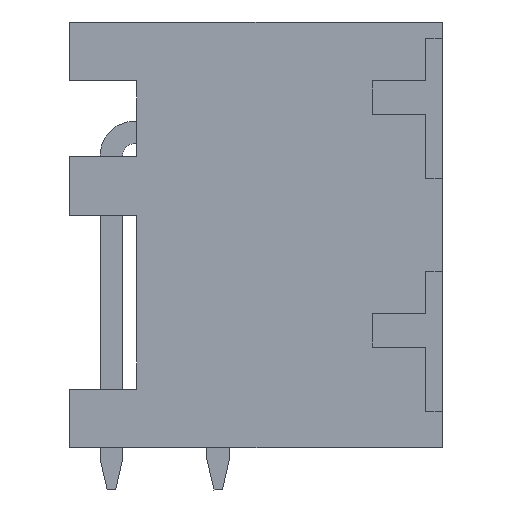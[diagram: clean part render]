
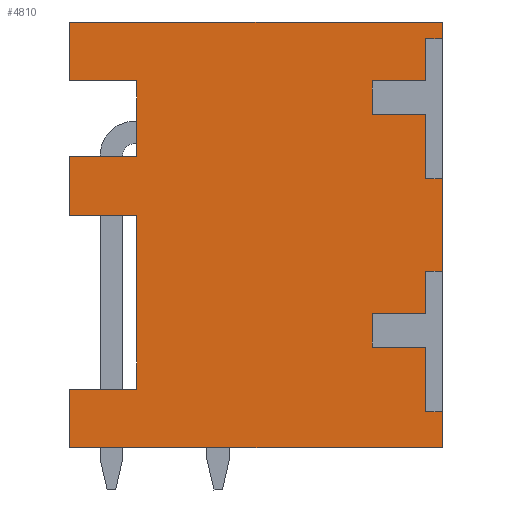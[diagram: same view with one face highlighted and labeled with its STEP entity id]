
A CAD part, left-side view. The second image highlights one B-rep face of the part: STEP entity #4810.
In plain terms, the highlighted planar face has unit normal (-1, 0, 0).
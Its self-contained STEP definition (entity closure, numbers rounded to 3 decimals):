
#4684=AXIS2_PLACEMENT_3D('Plane Axis2P3D',#4681,#4682,#4683) ;
#168=CARTESIAN_POINT('Vertex',(0.3,0.,16.7)) ;
#171=CARTESIAN_POINT('Line Origine',(0.3,0.,16.4)) ;
#175=CARTESIAN_POINT('Vertex',(0.3,0.,16.1)) ;
#196=CARTESIAN_POINT('Vertex',(0.3,0.,11.1)) ;
#199=CARTESIAN_POINT('Line Origine',(0.3,0.,9.45)) ;
#203=CARTESIAN_POINT('Vertex',(0.3,0.,7.8)) ;
#224=CARTESIAN_POINT('Vertex',(0.3,0.,2.8)) ;
#227=CARTESIAN_POINT('Line Origine',(0.3,0.,2.15)) ;
#231=CARTESIAN_POINT('Vertex',(0.3,0.,1.5)) ;
#2112=CARTESIAN_POINT('Vertex',(0.3,13.3,16.7)) ;
#2115=CARTESIAN_POINT('Line Origine',(0.3,6.65,16.7)) ;
#2189=CARTESIAN_POINT('Vertex',(0.3,13.3,14.6)) ;
#2194=CARTESIAN_POINT('Line Origine',(0.3,13.3,15.65)) ;
#2510=CARTESIAN_POINT('Vertex',(0.3,10.9,14.6)) ;
#2515=CARTESIAN_POINT('Line Origine',(0.3,12.1,14.6)) ;
#2671=CARTESIAN_POINT('Vertex',(0.3,10.9,11.9)) ;
#2676=CARTESIAN_POINT('Line Origine',(0.3,10.9,13.25)) ;
#2832=CARTESIAN_POINT('Vertex',(0.3,13.3,11.9)) ;
#2837=CARTESIAN_POINT('Line Origine',(0.3,12.1,11.9)) ;
#2988=CARTESIAN_POINT('Vertex',(0.3,13.3,9.8)) ;
#2993=CARTESIAN_POINT('Line Origine',(0.3,13.3,10.85)) ;
#3469=CARTESIAN_POINT('Vertex',(0.3,10.9,9.8)) ;
#3474=CARTESIAN_POINT('Line Origine',(0.3,12.1,9.8)) ;
#3625=CARTESIAN_POINT('Vertex',(0.3,10.9,3.6)) ;
#3630=CARTESIAN_POINT('Line Origine',(0.3,10.9,6.7)) ;
#3786=CARTESIAN_POINT('Vertex',(0.3,13.3,3.6)) ;
#3791=CARTESIAN_POINT('Line Origine',(0.3,12.1,3.6)) ;
#3942=CARTESIAN_POINT('Vertex',(0.3,13.3,1.5)) ;
#3947=CARTESIAN_POINT('Line Origine',(0.3,13.3,2.55)) ;
#4419=CARTESIAN_POINT('Line Origine',(0.3,6.65,1.5)) ;
#4681=CARTESIAN_POINT('Axis2P3D Location',(0.3,0.,0.)) ;
#4686=CARTESIAN_POINT('Line Origine',(0.3,0.3,11.1)) ;
#4690=CARTESIAN_POINT('Vertex',(0.3,0.6,11.1)) ;
#4693=CARTESIAN_POINT('Line Origine',(0.3,0.6,12.25)) ;
#4697=CARTESIAN_POINT('Vertex',(0.3,0.6,13.4)) ;
#4700=CARTESIAN_POINT('Line Origine',(0.3,1.55,13.4)) ;
#4704=CARTESIAN_POINT('Vertex',(0.3,2.5,13.4)) ;
#4707=CARTESIAN_POINT('Line Origine',(0.3,2.5,14.)) ;
#4711=CARTESIAN_POINT('Vertex',(0.3,2.5,14.6)) ;
#4714=CARTESIAN_POINT('Line Origine',(0.3,1.55,14.6)) ;
#4718=CARTESIAN_POINT('Vertex',(0.3,0.6,14.6)) ;
#4721=CARTESIAN_POINT('Line Origine',(0.3,0.6,15.35)) ;
#4725=CARTESIAN_POINT('Vertex',(0.3,0.6,16.1)) ;
#4728=CARTESIAN_POINT('Line Origine',(0.3,0.3,16.1)) ;
#4733=CARTESIAN_POINT('Line Origine',(0.3,0.3,2.8)) ;
#4737=CARTESIAN_POINT('Vertex',(0.3,0.6,2.8)) ;
#4740=CARTESIAN_POINT('Line Origine',(0.3,0.6,3.95)) ;
#4744=CARTESIAN_POINT('Vertex',(0.3,0.6,5.1)) ;
#4747=CARTESIAN_POINT('Line Origine',(0.3,1.55,5.1)) ;
#4751=CARTESIAN_POINT('Vertex',(0.3,2.5,5.1)) ;
#4754=CARTESIAN_POINT('Line Origine',(0.3,2.5,5.7)) ;
#4758=CARTESIAN_POINT('Vertex',(0.3,2.5,6.3)) ;
#4761=CARTESIAN_POINT('Line Origine',(0.3,1.55,6.3)) ;
#4765=CARTESIAN_POINT('Vertex',(0.3,0.6,6.3)) ;
#4768=CARTESIAN_POINT('Line Origine',(0.3,0.6,7.05)) ;
#4772=CARTESIAN_POINT('Vertex',(0.3,0.6,7.8)) ;
#4775=CARTESIAN_POINT('Line Origine',(0.3,0.3,7.8)) ;
#172=DIRECTION('Vector Direction',(0.,0.,-1.)) ;
#200=DIRECTION('Vector Direction',(0.,0.,-1.)) ;
#228=DIRECTION('Vector Direction',(0.,0.,-1.)) ;
#2116=DIRECTION('Vector Direction',(0.,-1.,0.)) ;
#2195=DIRECTION('Vector Direction',(0.,0.,1.)) ;
#2516=DIRECTION('Vector Direction',(0.,1.,0.)) ;
#2677=DIRECTION('Vector Direction',(0.,0.,1.)) ;
#2838=DIRECTION('Vector Direction',(0.,-1.,0.)) ;
#2994=DIRECTION('Vector Direction',(0.,0.,1.)) ;
#3475=DIRECTION('Vector Direction',(0.,1.,0.)) ;
#3631=DIRECTION('Vector Direction',(0.,0.,1.)) ;
#3792=DIRECTION('Vector Direction',(0.,-1.,0.)) ;
#3948=DIRECTION('Vector Direction',(0.,0.,1.)) ;
#4420=DIRECTION('Vector Direction',(0.,1.,0.)) ;
#4682=DIRECTION('Axis2P3D Direction',(-1.,0.,0.)) ;
#4683=DIRECTION('Axis2P3D XDirection',(0.,-1.,0.)) ;
#4687=DIRECTION('Vector Direction',(0.,1.,0.)) ;
#4694=DIRECTION('Vector Direction',(0.,0.,1.)) ;
#4701=DIRECTION('Vector Direction',(0.,1.,0.)) ;
#4708=DIRECTION('Vector Direction',(0.,0.,1.)) ;
#4715=DIRECTION('Vector Direction',(0.,-1.,0.)) ;
#4722=DIRECTION('Vector Direction',(0.,0.,1.)) ;
#4729=DIRECTION('Vector Direction',(0.,-1.,0.)) ;
#4734=DIRECTION('Vector Direction',(0.,1.,0.)) ;
#4741=DIRECTION('Vector Direction',(0.,0.,1.)) ;
#4748=DIRECTION('Vector Direction',(0.,1.,0.)) ;
#4755=DIRECTION('Vector Direction',(0.,0.,1.)) ;
#4762=DIRECTION('Vector Direction',(0.,-1.,0.)) ;
#4769=DIRECTION('Vector Direction',(0.,0.,1.)) ;
#4776=DIRECTION('Vector Direction',(0.,-1.,0.)) ;
#173=VECTOR('Line Direction',#172,1.) ;
#201=VECTOR('Line Direction',#200,1.) ;
#229=VECTOR('Line Direction',#228,1.) ;
#2117=VECTOR('Line Direction',#2116,1.) ;
#2196=VECTOR('Line Direction',#2195,1.) ;
#2517=VECTOR('Line Direction',#2516,1.) ;
#2678=VECTOR('Line Direction',#2677,1.) ;
#2839=VECTOR('Line Direction',#2838,1.) ;
#2995=VECTOR('Line Direction',#2994,1.) ;
#3476=VECTOR('Line Direction',#3475,1.) ;
#3632=VECTOR('Line Direction',#3631,1.) ;
#3793=VECTOR('Line Direction',#3792,1.) ;
#3949=VECTOR('Line Direction',#3948,1.) ;
#4421=VECTOR('Line Direction',#4420,1.) ;
#4688=VECTOR('Line Direction',#4687,1.) ;
#4695=VECTOR('Line Direction',#4694,1.) ;
#4702=VECTOR('Line Direction',#4701,1.) ;
#4709=VECTOR('Line Direction',#4708,1.) ;
#4716=VECTOR('Line Direction',#4715,1.) ;
#4723=VECTOR('Line Direction',#4722,1.) ;
#4730=VECTOR('Line Direction',#4729,1.) ;
#4735=VECTOR('Line Direction',#4734,1.) ;
#4742=VECTOR('Line Direction',#4741,1.) ;
#4749=VECTOR('Line Direction',#4748,1.) ;
#4756=VECTOR('Line Direction',#4755,1.) ;
#4763=VECTOR('Line Direction',#4762,1.) ;
#4770=VECTOR('Line Direction',#4769,1.) ;
#4777=VECTOR('Line Direction',#4776,1.) ;
#4781=ORIENTED_EDGE('',*,*,#205,.T.) ;
#4782=ORIENTED_EDGE('',*,*,#4692,.F.) ;
#4783=ORIENTED_EDGE('',*,*,#4699,.F.) ;
#4784=ORIENTED_EDGE('',*,*,#4706,.F.) ;
#4785=ORIENTED_EDGE('',*,*,#4713,.F.) ;
#4786=ORIENTED_EDGE('',*,*,#4720,.F.) ;
#4787=ORIENTED_EDGE('',*,*,#4727,.F.) ;
#4788=ORIENTED_EDGE('',*,*,#4732,.F.) ;
#4789=ORIENTED_EDGE('',*,*,#177,.T.) ;
#4790=ORIENTED_EDGE('',*,*,#2119,.T.) ;
#4791=ORIENTED_EDGE('',*,*,#2198,.T.) ;
#4792=ORIENTED_EDGE('',*,*,#2519,.T.) ;
#4793=ORIENTED_EDGE('',*,*,#2680,.T.) ;
#4794=ORIENTED_EDGE('',*,*,#2841,.T.) ;
#4795=ORIENTED_EDGE('',*,*,#2997,.T.) ;
#4796=ORIENTED_EDGE('',*,*,#3478,.T.) ;
#4797=ORIENTED_EDGE('',*,*,#3634,.T.) ;
#4798=ORIENTED_EDGE('',*,*,#3795,.T.) ;
#4799=ORIENTED_EDGE('',*,*,#3951,.T.) ;
#4800=ORIENTED_EDGE('',*,*,#4423,.T.) ;
#4801=ORIENTED_EDGE('',*,*,#233,.T.) ;
#4802=ORIENTED_EDGE('',*,*,#4739,.F.) ;
#4803=ORIENTED_EDGE('',*,*,#4746,.F.) ;
#4804=ORIENTED_EDGE('',*,*,#4753,.F.) ;
#4805=ORIENTED_EDGE('',*,*,#4760,.F.) ;
#4806=ORIENTED_EDGE('',*,*,#4767,.F.) ;
#4807=ORIENTED_EDGE('',*,*,#4774,.F.) ;
#4808=ORIENTED_EDGE('',*,*,#4779,.F.) ;
#4810=ADVANCED_FACE('HOUSING',(#4809),#4685,.T.) ;
#177=EDGE_CURVE('',#176,#169,#174,.F.) ;
#205=EDGE_CURVE('',#204,#197,#202,.F.) ;
#233=EDGE_CURVE('',#232,#225,#230,.F.) ;
#2119=EDGE_CURVE('',#169,#2113,#2118,.F.) ;
#2198=EDGE_CURVE('',#2113,#2190,#2197,.F.) ;
#2519=EDGE_CURVE('',#2190,#2511,#2518,.F.) ;
#2680=EDGE_CURVE('',#2511,#2672,#2679,.F.) ;
#2841=EDGE_CURVE('',#2672,#2833,#2840,.F.) ;
#2997=EDGE_CURVE('',#2833,#2989,#2996,.F.) ;
#3478=EDGE_CURVE('',#2989,#3470,#3477,.F.) ;
#3634=EDGE_CURVE('',#3470,#3626,#3633,.F.) ;
#3795=EDGE_CURVE('',#3626,#3787,#3794,.F.) ;
#3951=EDGE_CURVE('',#3787,#3943,#3950,.F.) ;
#4423=EDGE_CURVE('',#3943,#232,#4422,.F.) ;
#4692=EDGE_CURVE('',#4691,#197,#4689,.F.) ;
#4699=EDGE_CURVE('',#4698,#4691,#4696,.F.) ;
#4706=EDGE_CURVE('',#4705,#4698,#4703,.F.) ;
#4713=EDGE_CURVE('',#4712,#4705,#4710,.F.) ;
#4720=EDGE_CURVE('',#4719,#4712,#4717,.F.) ;
#4727=EDGE_CURVE('',#4726,#4719,#4724,.F.) ;
#4732=EDGE_CURVE('',#176,#4726,#4731,.F.) ;
#4739=EDGE_CURVE('',#4738,#225,#4736,.F.) ;
#4746=EDGE_CURVE('',#4745,#4738,#4743,.F.) ;
#4753=EDGE_CURVE('',#4752,#4745,#4750,.F.) ;
#4760=EDGE_CURVE('',#4759,#4752,#4757,.F.) ;
#4767=EDGE_CURVE('',#4766,#4759,#4764,.F.) ;
#4774=EDGE_CURVE('',#4773,#4766,#4771,.F.) ;
#4779=EDGE_CURVE('',#204,#4773,#4778,.F.) ;
#4780=EDGE_LOOP('',(#4781,#4782,#4783,#4784,#4785,#4786,#4787,#4788,#4789,#4790,#4791,#4792,#4793,#4794,#4795,#4796,#4797,#4798,#4799,#4800,#4801,#4802,#4803,#4804,#4805,#4806,#4807,#4808)) ;
#4809=FACE_OUTER_BOUND('',#4780,.T.) ;
#174=LINE('Line',#171,#173) ;
#202=LINE('Line',#199,#201) ;
#230=LINE('Line',#227,#229) ;
#2118=LINE('Line',#2115,#2117) ;
#2197=LINE('Line',#2194,#2196) ;
#2518=LINE('Line',#2515,#2517) ;
#2679=LINE('Line',#2676,#2678) ;
#2840=LINE('Line',#2837,#2839) ;
#2996=LINE('Line',#2993,#2995) ;
#3477=LINE('Line',#3474,#3476) ;
#3633=LINE('Line',#3630,#3632) ;
#3794=LINE('Line',#3791,#3793) ;
#3950=LINE('Line',#3947,#3949) ;
#4422=LINE('Line',#4419,#4421) ;
#4689=LINE('Line',#4686,#4688) ;
#4696=LINE('Line',#4693,#4695) ;
#4703=LINE('Line',#4700,#4702) ;
#4710=LINE('Line',#4707,#4709) ;
#4717=LINE('Line',#4714,#4716) ;
#4724=LINE('Line',#4721,#4723) ;
#4731=LINE('Line',#4728,#4730) ;
#4736=LINE('Line',#4733,#4735) ;
#4743=LINE('Line',#4740,#4742) ;
#4750=LINE('Line',#4747,#4749) ;
#4757=LINE('Line',#4754,#4756) ;
#4764=LINE('Line',#4761,#4763) ;
#4771=LINE('Line',#4768,#4770) ;
#4778=LINE('Line',#4775,#4777) ;
#4685=PLANE('',#4684) ;
#169=VERTEX_POINT('',#168) ;
#176=VERTEX_POINT('',#175) ;
#197=VERTEX_POINT('',#196) ;
#204=VERTEX_POINT('',#203) ;
#225=VERTEX_POINT('',#224) ;
#232=VERTEX_POINT('',#231) ;
#2113=VERTEX_POINT('',#2112) ;
#2190=VERTEX_POINT('',#2189) ;
#2511=VERTEX_POINT('',#2510) ;
#2672=VERTEX_POINT('',#2671) ;
#2833=VERTEX_POINT('',#2832) ;
#2989=VERTEX_POINT('',#2988) ;
#3470=VERTEX_POINT('',#3469) ;
#3626=VERTEX_POINT('',#3625) ;
#3787=VERTEX_POINT('',#3786) ;
#3943=VERTEX_POINT('',#3942) ;
#4691=VERTEX_POINT('',#4690) ;
#4698=VERTEX_POINT('',#4697) ;
#4705=VERTEX_POINT('',#4704) ;
#4712=VERTEX_POINT('',#4711) ;
#4719=VERTEX_POINT('',#4718) ;
#4726=VERTEX_POINT('',#4725) ;
#4738=VERTEX_POINT('',#4737) ;
#4745=VERTEX_POINT('',#4744) ;
#4752=VERTEX_POINT('',#4751) ;
#4759=VERTEX_POINT('',#4758) ;
#4766=VERTEX_POINT('',#4765) ;
#4773=VERTEX_POINT('',#4772) ;
